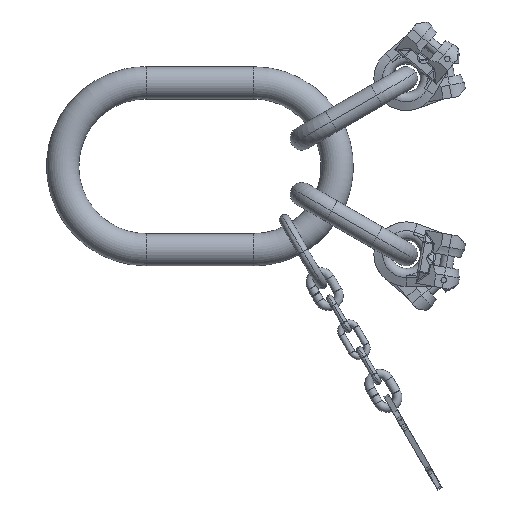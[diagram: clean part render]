
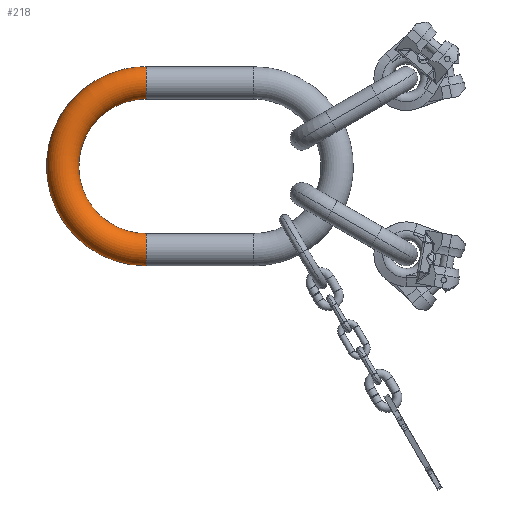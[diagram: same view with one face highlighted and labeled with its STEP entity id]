
A CAD part, top view. The second image highlights one B-rep face of the part: STEP entity #218.
In plain terms, the highlighted toroidal (fillet/blend) face has major radius 46.5 mm and minor radius 9 mm.
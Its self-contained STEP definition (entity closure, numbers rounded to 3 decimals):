
#10=CARTESIAN_POINT('',(-60.,46.5,0.));
#11=DIRECTION('',(-1.,0.,0.));
#12=DIRECTION('',(0.,-1.,0.));
#13=AXIS2_PLACEMENT_3D('',#10,#11,#12);
#68=CARTESIAN_POINT('',(-60.,-46.5,0.));
#69=DIRECTION('',(-1.,0.,0.));
#70=DIRECTION('',(0.,-1.,0.));
#71=AXIS2_PLACEMENT_3D('',#68,#69,#70);
#81=CARTESIAN_POINT('',(-60.,37.5,0.));
#82=CARTESIAN_POINT('',(-62.31,37.5,0.));
#83=CARTESIAN_POINT('',(-66.93,37.072,
0.));
#84=CARTESIAN_POINT('',(-73.624,35.167,
0.));
#85=CARTESIAN_POINT('',(-79.854,32.065,
0.));
#86=CARTESIAN_POINT('',(-85.408,27.871,
0.));
#87=CARTESIAN_POINT('',(-90.096,22.728,
0.));
#88=CARTESIAN_POINT('',(-93.76,16.811,
0.));
#89=CARTESIAN_POINT('',(-96.274,10.321,
0.));
#90=CARTESIAN_POINT('',(-97.553,3.48,
0.));
#91=CARTESIAN_POINT('',(-97.553,-3.48,
0.));
#92=CARTESIAN_POINT('',(-96.274,-10.321,
0.));
#93=CARTESIAN_POINT('',(-93.76,-16.811,
0.));
#94=CARTESIAN_POINT('',(-90.096,-22.728,
0.));
#95=CARTESIAN_POINT('',(-85.408,-27.871,
0.));
#96=CARTESIAN_POINT('',(-79.854,-32.065,
0.));
#97=CARTESIAN_POINT('',(-73.624,-35.167,
0.));
#98=CARTESIAN_POINT('',(-66.93,-37.072,
0.));
#99=CARTESIAN_POINT('',(-62.31,-37.5,0.));
#100=CARTESIAN_POINT('',(-60.,-37.5,0.));
#102=CARTESIAN_POINT('',(-60.,-55.5,0.));
#103=CARTESIAN_POINT('',(-63.059,-55.5,0.));
#104=CARTESIAN_POINT('',(-69.177,-54.993,
0.));
#105=CARTESIAN_POINT('',(-78.103,-52.733,
0.));
#106=CARTESIAN_POINT('',(-86.536,-49.034,
0.));
#107=CARTESIAN_POINT('',(-94.244,-43.997,
0.));
#108=CARTESIAN_POINT('',(-101.019,-37.761,0.));
#109=CARTESIAN_POINT('',(-106.675,-30.494,0.));
#110=CARTESIAN_POINT('',(-111.058,-22.396,0.));
#111=CARTESIAN_POINT('',(-114.047,-13.687,0.));
#112=CARTESIAN_POINT('',(-115.563,-4.604,0.));
#113=CARTESIAN_POINT('',(-115.563,4.604,0.));
#114=CARTESIAN_POINT('',(-114.047,13.687,0.));
#115=CARTESIAN_POINT('',(-111.058,22.396,0.));
#116=CARTESIAN_POINT('',(-106.675,30.494,0.));
#117=CARTESIAN_POINT('',(-101.019,37.761,0.));
#118=CARTESIAN_POINT('',(-94.244,43.997,
0.));
#119=CARTESIAN_POINT('',(-86.536,49.034,
0.));
#120=CARTESIAN_POINT('',(-78.103,52.733,
0.));
#121=CARTESIAN_POINT('',(-69.177,54.993,
0.));
#122=CARTESIAN_POINT('',(-63.059,55.5,0.));
#123=CARTESIAN_POINT('',(-60.,55.5,0.));
#146=CARTESIAN_POINT('',(-60.,37.5,0.));
#148=VERTEX_POINT('',#146);
#149=CARTESIAN_POINT('',(-60.,55.5,0.));
#151=VERTEX_POINT('',#149);
#155=CARTESIAN_POINT('',(-60.,-37.5,0.));
#156=VERTEX_POINT('',#155);
#157=CARTESIAN_POINT('',(-60.,-55.5,0.));
#158=VERTEX_POINT('',#157);
#205=CARTESIAN_POINT('',(-60.,0.,0.));
#206=DIRECTION('',(0.,0.,1.));
#207=DIRECTION('',(0.,-1.,0.));
#208=AXIS2_PLACEMENT_3D('',#205,#206,#207);
#209=TOROIDAL_SURFACE('',#208,46.5,9.);
#210=ORIENTED_EDGE('',*,*,#168,.F.);
#212=ORIENTED_EDGE('',*,*,#211,.T.);
#213=ORIENTED_EDGE('',*,*,#195,.F.);
#215=ORIENTED_EDGE('',*,*,#214,.T.);
#216=EDGE_LOOP('',(#210,#212,#213,#215));
#217=FACE_OUTER_BOUND('',#216,.F.);
#218=ADVANCED_FACE('',(#217),#209,.T.);
#14=CIRCLE('',#13,9.);
#72=CIRCLE('',#71,9.);
#101=B_SPLINE_CURVE_WITH_KNOTS('',3,(#81,#82,#83,#84,#85,#86,#87,#88,#89,#90,
#91,#92,#93,#94,#95,#96,#97,#98,#99,#100),.UNSPECIFIED.,.F.,.F.,(4,1,1,1,1,1,1,
1,1,1,1,1,1,1,1,1,1,4),(0.,0.059,0.118,
0.176,0.235,0.294,0.353,
0.412,0.471,0.529,0.588,
0.647,0.706,0.765,0.824,
0.882,0.941,1.),.UNSPECIFIED.);
#124=B_SPLINE_CURVE_WITH_KNOTS('',3,(#102,#103,#104,#105,#106,#107,#108,#109,
#110,#111,#112,#113,#114,#115,#116,#117,#118,#119,#120,#121,#122,#123),
.UNSPECIFIED.,.F.,.F.,(4,1,1,1,1,1,1,1,1,1,1,1,1,1,1,1,1,1,1,4),(0.,
0.053,0.105,0.158,0.211,
0.263,0.316,0.368,0.421,
0.474,0.526,0.579,0.632,
0.684,0.737,0.789,0.842,
0.895,0.947,1.),.UNSPECIFIED.);
#168=EDGE_CURVE('',#148,#151,#14,.T.);
#195=EDGE_CURVE('',#158,#156,#72,.T.);
#211=EDGE_CURVE('',#148,#156,#101,.T.);
#214=EDGE_CURVE('',#158,#151,#124,.T.);
